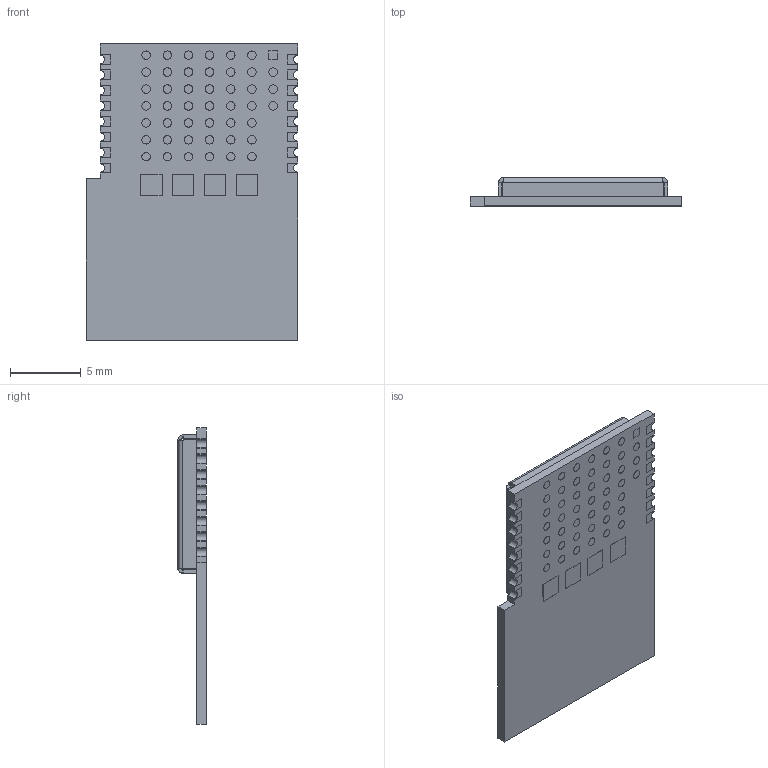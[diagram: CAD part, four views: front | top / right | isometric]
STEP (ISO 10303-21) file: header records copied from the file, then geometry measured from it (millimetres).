
FILE_DESCRIPTION (( 'STEP AP214' ), '1' );
FILE_NAME ('BT40F.STEP', '2023-11-23T04:19:01', ( '' ), ( '' ), 'SwSTEP 2.0', 'SolidWorks 2021', '' );
FILE_SCHEMA (( 'AUTOMOTIVE_DESIGN' ));
Length unit declared in the file: millimetre
Products named in the file (1): BT40F
Bounding box: 15 x 2 x 21 mm (x, y, z)
Volume: 236.6 mm3; surface area: 1087.3 mm2
Topology: 68 solids, 68 shells, 632 faces, 1306 edges, 860 vertices
Faces by surface type: plane 428, cylinder 204
Entity records: 17339 total; most frequent: DIRECTION 2980, CARTESIAN_POINT 2799, ORIENTED_EDGE 2612, EDGE_CURVE 1306, AXIS2_PLACEMENT_3D 1041, VECTOR 898, LINE 898, VERTEX_POINT 860
